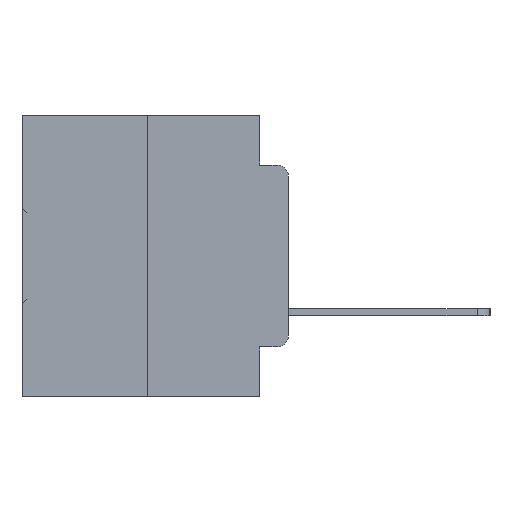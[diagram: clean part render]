
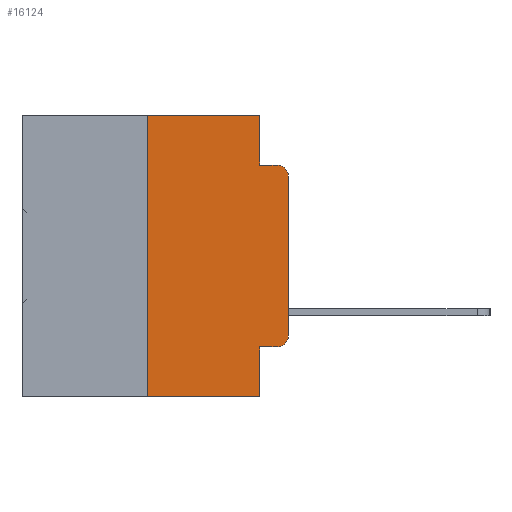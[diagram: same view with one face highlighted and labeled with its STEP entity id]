
A CAD part, left-side view. The second image highlights one B-rep face of the part: STEP entity #16124.
In plain terms, the highlighted planar face has unit normal (-1, 0, 0).
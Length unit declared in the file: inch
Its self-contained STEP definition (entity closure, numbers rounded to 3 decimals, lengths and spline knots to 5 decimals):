
#407 = EDGE_CURVE ( 'NONE', #22126, #8063, #31748, .T. ) ;
#418 = VECTOR ( 'NONE', #16951, 39.37008 ) ;
#1331 = CARTESIAN_POINT ( 'NONE',  ( 0., 0.051, -0.4115 ) ) ;
#1768 = DIRECTION ( 'NONE',  ( 0., 0., -1. ) ) ;
#1918 = ORIENTED_EDGE ( 'NONE', *, *, #4724, .T. ) ;
#2189 = CARTESIAN_POINT ( 'NONE',  ( 0., 0., -0.3915 ) ) ;
#2255 = DIRECTION ( 'NONE',  ( 0., -1., 0. ) ) ;
#4268 = DIRECTION ( 'NONE',  ( -1., 0., 0. ) ) ;
#4417 = ORIENTED_EDGE ( 'NONE', *, *, #407, .T. ) ;
#4655 = VERTEX_POINT ( 'NONE', #17264 ) ;
#4724 = EDGE_CURVE ( 'NONE', #18930, #22126, #31719, .T. ) ;
#6525 = EDGE_CURVE ( 'NONE', #11938, #18930, #30777, .T. ) ;
#6533 = ORIENTED_EDGE ( 'NONE', *, *, #31597, .T. ) ;
#6911 = AXIS2_PLACEMENT_3D ( 'NONE', #25615, #28233, #12598 ) ;
#7162 = CARTESIAN_POINT ( 'NONE',  ( 0., 0.051, -0.5 ) ) ;
#7618 = LINE ( 'NONE', #29938, #418 ) ;
#7794 = VERTEX_POINT ( 'NONE', #16139 ) ;
#7813 = CARTESIAN_POINT ( 'NONE',  ( 0., 0.051, -0.0885 ) ) ;
#8063 = VERTEX_POINT ( 'NONE', #25011 ) ;
#8633 = ORIENTED_EDGE ( 'NONE', *, *, #24157, .F. ) ;
#9247 = VECTOR ( 'NONE', #1768, 39.37008 ) ;
#9633 = CARTESIAN_POINT ( 'NONE',  ( 0., 0.051, 0. ) ) ;
#9720 = DIRECTION ( 'NONE',  ( 0., 0., 1. ) ) ;
#9726 = VERTEX_POINT ( 'NONE', #7162 ) ;
#10090 = CARTESIAN_POINT ( 'NONE',  ( 0., 0.473, 0. ) ) ;
#10729 = VECTOR ( 'NONE', #2255, 39.37008 ) ;
#11475 = EDGE_CURVE ( 'NONE', #32842, #26342, #17065, .T. ) ;
#11938 = VERTEX_POINT ( 'NONE', #1331 ) ;
#12598 = DIRECTION ( 'NONE',  ( 0., 0., -1. ) ) ;
#12612 = DIRECTION ( 'NONE',  ( 0., -1., 0. ) ) ;
#13353 = LINE ( 'NONE', #29976, #28053 ) ;
#13616 = ORIENTED_EDGE ( 'NONE', *, *, #13662, .F. ) ;
#13662 = EDGE_CURVE ( 'NONE', #11938, #9726, #7618, .T. ) ;
#13780 = AXIS2_PLACEMENT_3D ( 'NONE', #20116, #4268, #22724 ) ;
#14350 = DIRECTION ( 'NONE',  ( 0., 0., 1. ) ) ;
#15418 = EDGE_CURVE ( 'NONE', #4655, #32842, #13353, .T. ) ;
#15567 = DIRECTION ( 'NONE',  ( -1., 0., 0. ) ) ;
#16124 = ADVANCED_FACE ( 'NONE', ( #25971 ), #22993, .F. ) ;
#16139 = CARTESIAN_POINT ( 'NONE',  ( 0., 0.051, -0.0885 ) ) ;
#16261 = LINE ( 'NONE', #17706, #9247 ) ;
#16951 = DIRECTION ( 'NONE',  ( 0., 0., -1. ) ) ;
#17065 = LINE ( 'NONE', #10090, #30108 ) ;
#17264 = CARTESIAN_POINT ( 'NONE',  ( 0., 0.25, -0.5 ) ) ;
#17706 = CARTESIAN_POINT ( 'NONE',  ( 0., 0.051, 0. ) ) ;
#18930 = VERTEX_POINT ( 'NONE', #27560 ) ;
#19382 = EDGE_LOOP ( 'NONE', ( #4417, #20147, #33988, #8633, #29518, #31968, #6533, #13616, #29128, #1918 ) ) ;
#20116 = CARTESIAN_POINT ( 'NONE',  ( 0., 0.02, -0.3915 ) ) ;
#20147 = ORIENTED_EDGE ( 'NONE', *, *, #27634, .T. ) ;
#20316 = CARTESIAN_POINT ( 'NONE',  ( 0., 0.25, 0. ) ) ;
#20791 = CARTESIAN_POINT ( 'NONE',  ( 0., 0.051, -0.4115 ) ) ;
#21630 = LINE ( 'NONE', #25625, #27747 ) ;
#22126 = VERTEX_POINT ( 'NONE', #2189 ) ;
#22591 = VERTEX_POINT ( 'NONE', #33447 ) ;
#22724 = DIRECTION ( 'NONE',  ( 0., 0., -1. ) ) ;
#22993 = PLANE ( 'NONE',  #6911 ) ;
#23529 = DIRECTION ( 'NONE',  ( 0., -1., 0. ) ) ;
#24157 = EDGE_CURVE ( 'NONE', #26342, #7794, #16261, .T. ) ;
#24922 = AXIS2_PLACEMENT_3D ( 'NONE', #31194, #15567, #33792 ) ;
#25011 = CARTESIAN_POINT ( 'NONE',  ( 0., 0., -0.1085 ) ) ;
#25615 = CARTESIAN_POINT ( 'NONE',  ( 0., 0.473, 0. ) ) ;
#25625 = CARTESIAN_POINT ( 'NONE',  ( 0., 0.473, -0.5 ) ) ;
#25640 = VECTOR ( 'NONE', #9720, 39.37008 ) ;
#25755 = DIRECTION ( 'NONE',  ( 0., -1., 0. ) ) ;
#25912 = EDGE_CURVE ( 'NONE', #7794, #22591, #33160, .T. ) ;
#25971 = FACE_OUTER_BOUND ( 'NONE', #19382, .T. ) ;
#26342 = VERTEX_POINT ( 'NONE', #9633 ) ;
#27560 = CARTESIAN_POINT ( 'NONE',  ( 0., 0.02, -0.4115 ) ) ;
#27634 = EDGE_CURVE ( 'NONE', #8063, #22591, #33029, .T. ) ;
#27747 = VECTOR ( 'NONE', #12612, 39.37008 ) ;
#28053 = VECTOR ( 'NONE', #14350, 39.37008 ) ;
#28233 = DIRECTION ( 'NONE',  ( 1., 0., 0. ) ) ;
#29128 = ORIENTED_EDGE ( 'NONE', *, *, #6525, .T. ) ;
#29518 = ORIENTED_EDGE ( 'NONE', *, *, #11475, .F. ) ;
#29938 = CARTESIAN_POINT ( 'NONE',  ( 0., 0.051, 0. ) ) ;
#29976 = CARTESIAN_POINT ( 'NONE',  ( 0., 0.25, 0. ) ) ;
#30108 = VECTOR ( 'NONE', #25755, 39.37008 ) ;
#30777 = LINE ( 'NONE', #20791, #10729 ) ;
#31194 = CARTESIAN_POINT ( 'NONE',  ( 0., 0.02, -0.1085 ) ) ;
#31597 = EDGE_CURVE ( 'NONE', #4655, #9726, #21630, .T. ) ;
#31719 = CIRCLE ( 'NONE', #13780, 0.02 ) ;
#31748 = LINE ( 'NONE', #33269, #25640 ) ;
#31968 = ORIENTED_EDGE ( 'NONE', *, *, #15418, .F. ) ;
#32842 = VERTEX_POINT ( 'NONE', #20316 ) ;
#33029 = CIRCLE ( 'NONE', #24922, 0.02 ) ;
#33160 = LINE ( 'NONE', #7813, #33972 ) ;
#33269 = CARTESIAN_POINT ( 'NONE',  ( 0., 0., 0. ) ) ;
#33447 = CARTESIAN_POINT ( 'NONE',  ( 0., 0.02, -0.0885 ) ) ;
#33792 = DIRECTION ( 'NONE',  ( 0., 0., -1. ) ) ;
#33972 = VECTOR ( 'NONE', #23529, 39.37008 ) ;
#33988 = ORIENTED_EDGE ( 'NONE', *, *, #25912, .F. ) ;
